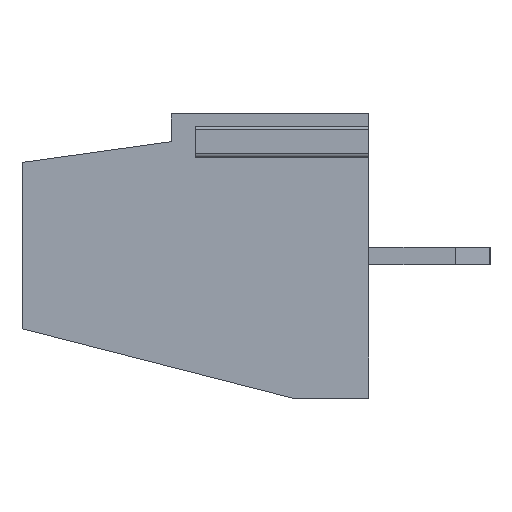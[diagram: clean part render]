
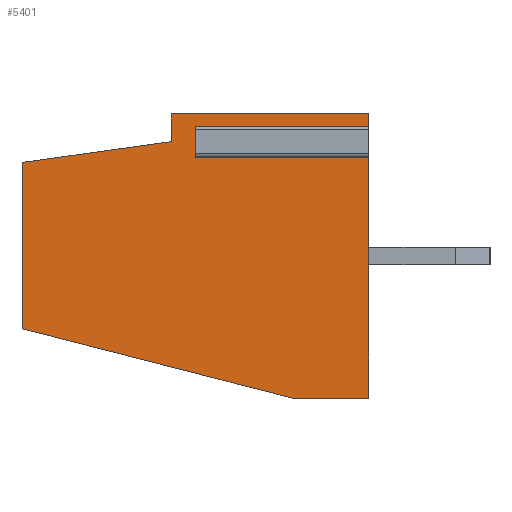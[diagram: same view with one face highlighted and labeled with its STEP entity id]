
A CAD part, left-side view. The second image highlights one B-rep face of the part: STEP entity #5401.
In plain terms, the highlighted planar face has unit normal (-1, 0, 0).
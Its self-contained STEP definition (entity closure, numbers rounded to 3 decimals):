
#72=DIRECTION('',(0.,0.,1.));
#73=VECTOR('',#72,0.85);
#74=CARTESIAN_POINT('',(-25.4,2.25,-1.225));
#75=LINE('',#74,#73);
#76=DIRECTION('',(0.,-1.,0.));
#77=VECTOR('',#76,5.);
#78=CARTESIAN_POINT('',(-25.4,2.25,-1.225));
#79=LINE('',#78,#77);
#80=DIRECTION('',(0.,0.,-1.));
#81=VECTOR('',#80,6.975);
#82=CARTESIAN_POINT('',(-25.4,-2.75,-1.225));
#83=LINE('',#82,#81);
#84=DIRECTION('',(0.,1.,0.));
#85=VECTOR('',#84,2.2);
#86=CARTESIAN_POINT('',(-25.4,-2.75,-8.2));
#87=LINE('',#86,#85);
#88=DIRECTION('',(0.,0.969,0.248));
#89=VECTOR('',#88,8.052);
#90=CARTESIAN_POINT('',(-25.4,-0.55,-8.2));
#91=LINE('',#90,#89);
#92=DIRECTION('',(0.,0.,1.));
#93=VECTOR('',#92,4.8);
#94=CARTESIAN_POINT('',(-25.4,7.25,-6.2));
#95=LINE('',#94,#93);
#96=DIRECTION('',(0.,-0.99,0.138));
#97=VECTOR('',#96,4.342);
#98=CARTESIAN_POINT('',(-25.4,7.25,-1.4));
#99=LINE('',#98,#97);
#100=DIRECTION('',(0.,0.,1.));
#101=VECTOR('',#100,0.8);
#102=CARTESIAN_POINT('',(-25.4,2.95,-0.8));
#103=LINE('',#102,#101);
#104=DIRECTION('',(0.,-1.,0.));
#105=VECTOR('',#104,5.7);
#106=CARTESIAN_POINT('',(-25.4,2.95,0.));
#107=LINE('',#106,#105);
#108=DIRECTION('',(0.,0.,-1.));
#109=VECTOR('',#108,0.375);
#110=CARTESIAN_POINT('',(-25.4,-2.75,0.));
#111=LINE('',#110,#109);
#112=DIRECTION('',(0.,-1.,0.));
#113=VECTOR('',#112,5.);
#114=CARTESIAN_POINT('',(-25.4,2.25,-0.375));
#115=LINE('',#114,#113);
#4080=CARTESIAN_POINT('',(-25.4,-2.75,-8.2));
#4081=CARTESIAN_POINT('',(-25.4,-0.55,-8.2));
#4082=VERTEX_POINT('',#4080);
#4083=VERTEX_POINT('',#4081);
#4084=CARTESIAN_POINT('',(-25.4,7.25,-6.2));
#4085=VERTEX_POINT('',#4084);
#4086=CARTESIAN_POINT('',(-25.4,7.25,-1.4));
#4087=VERTEX_POINT('',#4086);
#4088=CARTESIAN_POINT('',(-25.4,2.95,-0.8));
#4089=VERTEX_POINT('',#4088);
#4090=CARTESIAN_POINT('',(-25.4,2.95,0.));
#4091=VERTEX_POINT('',#4090);
#4092=CARTESIAN_POINT('',(-25.4,-2.75,0.));
#4093=VERTEX_POINT('',#4092);
#4156=CARTESIAN_POINT('',(-25.4,2.25,-1.225));
#4157=CARTESIAN_POINT('',(-25.4,2.25,-0.375));
#4158=VERTEX_POINT('',#4156);
#4159=VERTEX_POINT('',#4157);
#4160=CARTESIAN_POINT('',(-25.4,-2.75,-1.225));
#4161=VERTEX_POINT('',#4160);
#4162=CARTESIAN_POINT('',(-25.4,-2.75,-0.375));
#4163=VERTEX_POINT('',#4162);
#5372=CARTESIAN_POINT('',(-25.4,0.,0.));
#5373=DIRECTION('',(1.,0.,0.));
#5374=DIRECTION('',(0.,0.,-1.));
#5375=AXIS2_PLACEMENT_3D('',#5372,#5373,#5374);
#5376=PLANE('',#5375);
#5378=ORIENTED_EDGE('',*,*,#5377,.F.);
#5380=ORIENTED_EDGE('',*,*,#5379,.T.);
#5382=ORIENTED_EDGE('',*,*,#5381,.T.);
#5384=ORIENTED_EDGE('',*,*,#5383,.T.);
#5386=ORIENTED_EDGE('',*,*,#5385,.T.);
#5388=ORIENTED_EDGE('',*,*,#5387,.T.);
#5390=ORIENTED_EDGE('',*,*,#5389,.T.);
#5392=ORIENTED_EDGE('',*,*,#5391,.T.);
#5394=ORIENTED_EDGE('',*,*,#5393,.T.);
#5396=ORIENTED_EDGE('',*,*,#5395,.T.);
#5398=ORIENTED_EDGE('',*,*,#5397,.F.);
#5399=EDGE_LOOP('',(#5378,#5380,#5382,#5384,#5386,#5388,#5390,#5392,#5394,#5396,
#5398));
#5400=FACE_OUTER_BOUND('',#5399,.F.);
#5401=ADVANCED_FACE('',(#5400),#5376,.F.);
#5377=EDGE_CURVE('',#4158,#4159,#75,.T.);
#5379=EDGE_CURVE('',#4158,#4161,#79,.T.);
#5381=EDGE_CURVE('',#4161,#4082,#83,.T.);
#5383=EDGE_CURVE('',#4082,#4083,#87,.T.);
#5385=EDGE_CURVE('',#4083,#4085,#91,.T.);
#5387=EDGE_CURVE('',#4085,#4087,#95,.T.);
#5389=EDGE_CURVE('',#4087,#4089,#99,.T.);
#5391=EDGE_CURVE('',#4089,#4091,#103,.T.);
#5393=EDGE_CURVE('',#4091,#4093,#107,.T.);
#5395=EDGE_CURVE('',#4093,#4163,#111,.T.);
#5397=EDGE_CURVE('',#4159,#4163,#115,.T.);
